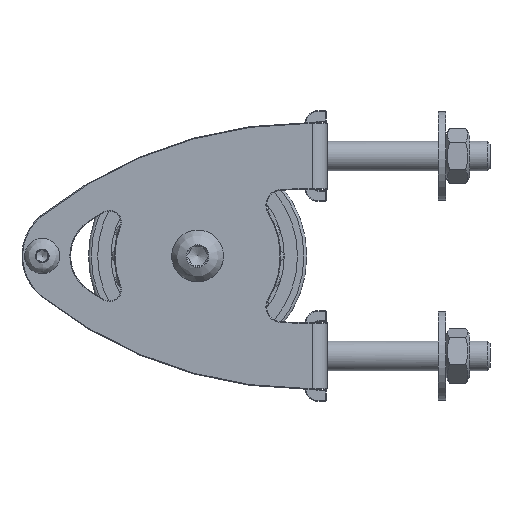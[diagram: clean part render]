
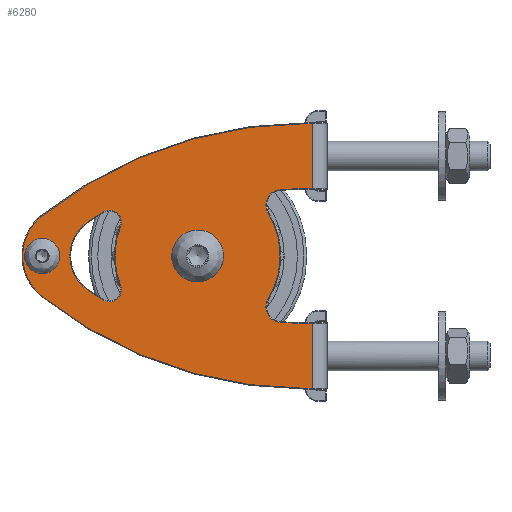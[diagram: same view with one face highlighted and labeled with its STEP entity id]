
A CAD part, left-side view. The second image highlights one B-rep face of the part: STEP entity #6280.
In plain terms, the highlighted planar face has unit normal (-1, 0, 0).
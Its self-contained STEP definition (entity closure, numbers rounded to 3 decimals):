
#362=LINE('',#10237,#640);
#363=LINE('',#10239,#641);
#364=LINE('',#10241,#642);
#365=LINE('',#10253,#643);
#366=LINE('',#10255,#644);
#367=LINE('',#10257,#645);
#640=VECTOR('',#7894,10.);
#641=VECTOR('',#7895,10.);
#642=VECTOR('',#7896,10.);
#643=VECTOR('',#7907,10.);
#644=VECTOR('',#7908,10.);
#645=VECTOR('',#7909,10.);
#1078=FACE_BOUND('',#1614,.T.);
#1079=FACE_BOUND('',#1615,.T.);
#1080=FACE_BOUND('',#1616,.T.);
#1132=FACE_OUTER_BOUND('',#1613,.T.);
#1613=EDGE_LOOP('',(#4339,#4340,#4341,#4342,#4343,#4344,#4345,#4346,#4347,
#4348,#4349,#4350,#4351,#4352));
#1614=EDGE_LOOP('',(#4353,#4354,#4355,#4356,#4357,#4358));
#1615=EDGE_LOOP('',(#4359));
#1616=EDGE_LOOP('',(#4360));
#2130=CIRCLE('',#6791,6.662);
#2132=CIRCLE('',#6801,97.4);
#2133=CIRCLE('',#6802,4.2);
#2134=CIRCLE('',#6803,22.3);
#2135=CIRCLE('',#6804,4.2);
#2136=CIRCLE('',#6805,97.4);
#2137=CIRCLE('',#6806,115.);
#2138=CIRCLE('',#6807,13.8);
#2139=CIRCLE('',#6808,115.);
#2140=CIRCLE('',#6809,22.3);
#2141=CIRCLE('',#6810,3.2);
#2142=CIRCLE('',#6811,106.4);
#2143=CIRCLE('',#6812,11.2);
#2144=CIRCLE('',#6813,106.4);
#2145=CIRCLE('',#6814,3.2);
#2146=CIRCLE('',#6815,4.411);
#2701=VERTEX_POINT('',#10188);
#2710=VERTEX_POINT('',#10235);
#2711=VERTEX_POINT('',#10236);
#2712=VERTEX_POINT('',#10238);
#2713=VERTEX_POINT('',#10240);
#2714=VERTEX_POINT('',#10242);
#2715=VERTEX_POINT('',#10244);
#2716=VERTEX_POINT('',#10246);
#2717=VERTEX_POINT('',#10248);
#2718=VERTEX_POINT('',#10250);
#2719=VERTEX_POINT('',#10252);
#2720=VERTEX_POINT('',#10254);
#2721=VERTEX_POINT('',#10256);
#2722=VERTEX_POINT('',#10258);
#2723=VERTEX_POINT('',#10260);
#2724=VERTEX_POINT('',#10263);
#2725=VERTEX_POINT('',#10264);
#2726=VERTEX_POINT('',#10266);
#2727=VERTEX_POINT('',#10268);
#2728=VERTEX_POINT('',#10270);
#2729=VERTEX_POINT('',#10272);
#2730=VERTEX_POINT('',#10275);
#3312=EDGE_CURVE('',#2701,#2701,#2130,.T.);
#3328=EDGE_CURVE('',#2710,#2711,#362,.T.);
#3329=EDGE_CURVE('',#2710,#2712,#363,.T.);
#3330=EDGE_CURVE('',#2713,#2712,#364,.T.);
#3331=EDGE_CURVE('',#2714,#2713,#2132,.T.);
#3332=EDGE_CURVE('',#2715,#2714,#2133,.T.);
#3333=EDGE_CURVE('',#2716,#2715,#2134,.T.);
#3334=EDGE_CURVE('',#2717,#2716,#2135,.T.);
#3335=EDGE_CURVE('',#2718,#2717,#2136,.T.);
#3336=EDGE_CURVE('',#2719,#2718,#365,.T.);
#3337=EDGE_CURVE('',#2719,#2720,#366,.T.);
#3338=EDGE_CURVE('',#2721,#2720,#367,.T.);
#3339=EDGE_CURVE('',#2722,#2721,#2137,.T.);
#3340=EDGE_CURVE('',#2723,#2722,#2138,.T.);
#3341=EDGE_CURVE('',#2711,#2723,#2139,.T.);
#3342=EDGE_CURVE('',#2724,#2725,#2140,.T.);
#3343=EDGE_CURVE('',#2726,#2724,#2141,.T.);
#3344=EDGE_CURVE('',#2727,#2726,#2142,.T.);
#3345=EDGE_CURVE('',#2728,#2727,#2143,.T.);
#3346=EDGE_CURVE('',#2729,#2728,#2144,.T.);
#3347=EDGE_CURVE('',#2725,#2729,#2145,.T.);
#3348=EDGE_CURVE('',#2730,#2730,#2146,.T.);
#4339=ORIENTED_EDGE('',*,*,#3328,.F.);
#4340=ORIENTED_EDGE('',*,*,#3329,.T.);
#4341=ORIENTED_EDGE('',*,*,#3330,.F.);
#4342=ORIENTED_EDGE('',*,*,#3331,.F.);
#4343=ORIENTED_EDGE('',*,*,#3332,.F.);
#4344=ORIENTED_EDGE('',*,*,#3333,.F.);
#4345=ORIENTED_EDGE('',*,*,#3334,.F.);
#4346=ORIENTED_EDGE('',*,*,#3335,.F.);
#4347=ORIENTED_EDGE('',*,*,#3336,.F.);
#4348=ORIENTED_EDGE('',*,*,#3337,.T.);
#4349=ORIENTED_EDGE('',*,*,#3338,.F.);
#4350=ORIENTED_EDGE('',*,*,#3339,.F.);
#4351=ORIENTED_EDGE('',*,*,#3340,.F.);
#4352=ORIENTED_EDGE('',*,*,#3341,.F.);
#4353=ORIENTED_EDGE('',*,*,#3342,.F.);
#4354=ORIENTED_EDGE('',*,*,#3343,.F.);
#4355=ORIENTED_EDGE('',*,*,#3344,.F.);
#4356=ORIENTED_EDGE('',*,*,#3345,.F.);
#4357=ORIENTED_EDGE('',*,*,#3346,.F.);
#4358=ORIENTED_EDGE('',*,*,#3347,.F.);
#4359=ORIENTED_EDGE('',*,*,#3348,.F.);
#4360=ORIENTED_EDGE('',*,*,#3312,.F.);
#6169=PLANE('',#6800);
#6280=ADVANCED_FACE('',(#1132,#1078,#1079,#1080),#6169,.T.);
#6791=AXIS2_PLACEMENT_3D('',#10189,#7867,#7868);
#6800=AXIS2_PLACEMENT_3D('',#10234,#7892,#7893);
#6801=AXIS2_PLACEMENT_3D('',#10243,#7897,#7898);
#6802=AXIS2_PLACEMENT_3D('',#10245,#7899,#7900);
#6803=AXIS2_PLACEMENT_3D('',#10247,#7901,#7902);
#6804=AXIS2_PLACEMENT_3D('',#10249,#7903,#7904);
#6805=AXIS2_PLACEMENT_3D('',#10251,#7905,#7906);
#6806=AXIS2_PLACEMENT_3D('',#10259,#7910,#7911);
#6807=AXIS2_PLACEMENT_3D('',#10261,#7912,#7913);
#6808=AXIS2_PLACEMENT_3D('',#10262,#7914,#7915);
#6809=AXIS2_PLACEMENT_3D('',#10265,#7916,#7917);
#6810=AXIS2_PLACEMENT_3D('',#10267,#7918,#7919);
#6811=AXIS2_PLACEMENT_3D('',#10269,#7920,#7921);
#6812=AXIS2_PLACEMENT_3D('',#10271,#7922,#7923);
#6813=AXIS2_PLACEMENT_3D('',#10273,#7924,#7925);
#6814=AXIS2_PLACEMENT_3D('',#10274,#7926,#7927);
#6815=AXIS2_PLACEMENT_3D('',#10276,#7928,#7929);
#7867=DIRECTION('center_axis',(-1.,0.,0.));
#7868=DIRECTION('ref_axis',(0.,0.,1.));
#7892=DIRECTION('center_axis',(-1.,0.,0.));
#7893=DIRECTION('ref_axis',(0.,0.,-1.));
#7894=DIRECTION('',(0.,1.,0.));
#7895=DIRECTION('',(0.,0.,1.));
#7896=DIRECTION('',(0.,-1.,0.));
#7897=DIRECTION('center_axis',(-1.,0.,0.));
#7898=DIRECTION('ref_axis',(0.,0.037,-0.999));
#7899=DIRECTION('center_axis',(-1.,0.,0.));
#7900=DIRECTION('ref_axis',(0.,0.889,-0.458));
#7901=DIRECTION('center_axis',(1.,0.,0.));
#7902=DIRECTION('ref_axis',(0.,-1.,0.));
#7903=DIRECTION('center_axis',(-1.,0.,0.));
#7904=DIRECTION('ref_axis',(0.,0.889,0.458));
#7905=DIRECTION('center_axis',(-1.,0.,0.));
#7906=DIRECTION('ref_axis',(0.,0.037,0.999));
#7907=DIRECTION('',(0.,1.,0.));
#7908=DIRECTION('',(0.,0.,1.));
#7909=DIRECTION('',(0.,-1.,0.));
#7910=DIRECTION('center_axis',(1.,0.,0.));
#7911=DIRECTION('ref_axis',(0.,0.33,0.944));
#7912=DIRECTION('center_axis',(1.,0.,0.));
#7913=DIRECTION('ref_axis',(0.,1.,-0.007));
#7914=DIRECTION('center_axis',(1.,0.,0.));
#7915=DIRECTION('ref_axis',(0.,0.33,-0.944));
#7916=DIRECTION('center_axis',(1.,0.,0.));
#7917=DIRECTION('ref_axis',(0.,1.,0.));
#7918=DIRECTION('center_axis',(-1.,0.,0.));
#7919=DIRECTION('ref_axis',(0.,-0.643,-0.766));
#7920=DIRECTION('center_axis',(-1.,0.,0.));
#7921=DIRECTION('ref_axis',(0.,0.536,-0.844));
#7922=DIRECTION('center_axis',(-1.,0.,0.));
#7923=DIRECTION('ref_axis',(0.,1.,0.));
#7924=DIRECTION('center_axis',(-1.,0.,0.));
#7925=DIRECTION('ref_axis',(0.,0.536,0.844));
#7926=DIRECTION('center_axis',(-1.,0.,0.));
#7927=DIRECTION('ref_axis',(0.,-0.643,0.766));
#7928=DIRECTION('center_axis',(-1.,0.,0.));
#7929=DIRECTION('ref_axis',(0.,0.,1.));
#10188=CARTESIAN_POINT('',(-22.,38.519,-5.672));
#10189=CARTESIAN_POINT('Origin',(-22.,35.024,0.));
#10234=CARTESIAN_POINT('Origin',(-22.,-17.126,0.));
#10235=CARTESIAN_POINT('',(-22.,4.,-35.8));
#10236=CARTESIAN_POINT('',(-22.,5.524,-35.8));
#10237=CARTESIAN_POINT('',(-22.,-8.563,-35.8));
#10238=CARTESIAN_POINT('',(-22.,4.,-18.2));
#10239=CARTESIAN_POINT('',(-22.,4.,-18.));
#10240=CARTESIAN_POINT('',(-22.,5.524,-18.2));
#10241=CARTESIAN_POINT('',(-22.,-8.563,-18.2));
#10242=CARTESIAN_POINT('',(-22.,12.678,-17.937));
#10243=CARTESIAN_POINT('Origin',(-22.,5.524,79.2));
#10244=CARTESIAN_POINT('',(-22.,15.96,-11.569));
#10245=CARTESIAN_POINT('Origin',(-22.,12.369,-13.748));
#10246=CARTESIAN_POINT('',(-22.,15.96,11.569));
#10247=CARTESIAN_POINT('Origin',(-22.,35.024,0.));
#10248=CARTESIAN_POINT('',(-22.,12.678,17.937));
#10249=CARTESIAN_POINT('Origin',(-22.,12.369,13.748));
#10250=CARTESIAN_POINT('',(-22.,5.524,18.2));
#10251=CARTESIAN_POINT('Origin',(-22.,5.524,-79.2));
#10252=CARTESIAN_POINT('',(-22.,4.,18.2));
#10253=CARTESIAN_POINT('',(-22.,-8.563,18.2));
#10254=CARTESIAN_POINT('',(-22.,4.,35.8));
#10255=CARTESIAN_POINT('',(-22.,4.,9.));
#10256=CARTESIAN_POINT('',(-22.,5.524,35.8));
#10257=CARTESIAN_POINT('',(-22.,-28.451,35.8));
#10258=CARTESIAN_POINT('',(-22.,77.266,10.679));
#10259=CARTESIAN_POINT('Origin',(-22.,5.524,-79.2));
#10260=CARTESIAN_POINT('',(-22.,77.115,-10.799));
#10261=CARTESIAN_POINT('Origin',(-22.,68.524,0.001));
#10262=CARTESIAN_POINT('Origin',(-22.,5.524,79.2));
#10263=CARTESIAN_POINT('',(-22.,55.83,-8.024));
#10264=CARTESIAN_POINT('',(-22.,55.83,8.024));
#10265=CARTESIAN_POINT('Origin',(-22.,35.024,0.));
#10266=CARTESIAN_POINT('',(-22.,60.468,-11.916));
#10267=CARTESIAN_POINT('Origin',(-22.,58.816,-9.176));
#10268=CARTESIAN_POINT('',(-22.,64.564,-9.318));
#10269=CARTESIAN_POINT('Origin',(-22.,5.524,79.2));
#10270=CARTESIAN_POINT('',(-22.,64.564,9.318));
#10271=CARTESIAN_POINT('Origin',(-22.,58.349,0.));
#10272=CARTESIAN_POINT('',(-22.,60.468,11.916));
#10273=CARTESIAN_POINT('Origin',(-22.,5.524,-79.2));
#10274=CARTESIAN_POINT('Origin',(-22.,58.816,9.176));
#10275=CARTESIAN_POINT('',(-22.,76.753,-4.402));
#10276=CARTESIAN_POINT('Origin',(-22.,77.024,0.));
